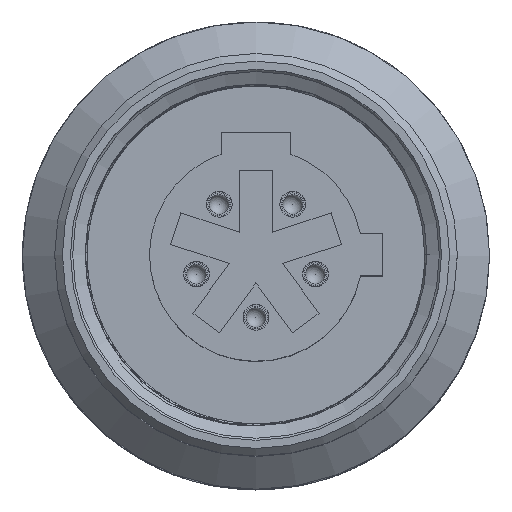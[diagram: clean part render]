
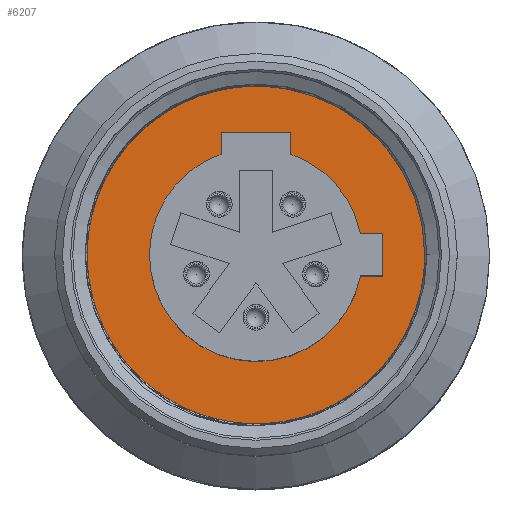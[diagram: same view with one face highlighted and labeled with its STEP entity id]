
A CAD part, top view. The second image highlights one B-rep face of the part: STEP entity #6207.
In plain terms, the highlighted planar face has unit normal (0, 0, 1).
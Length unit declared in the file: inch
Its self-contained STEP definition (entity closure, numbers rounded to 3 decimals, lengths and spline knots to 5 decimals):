
#110=LINE('',#12746,#295);
#111=LINE('',#12750,#296);
#112=LINE('',#12752,#297);
#113=LINE('',#12754,#298);
#114=LINE('',#12758,#299);
#115=LINE('',#12759,#300);
#295=VECTOR('',#8826,0.3937);
#296=VECTOR('',#8829,0.3937);
#297=VECTOR('',#8830,0.3937);
#298=VECTOR('',#8831,0.3937);
#299=VECTOR('',#8834,0.3937);
#300=VECTOR('',#8835,0.3937);
#535=PLANE('',#7070);
#604=B_SPLINE_CURVE_WITH_KNOTS('',3,(#11535,#11536,#11537,#11538,#11539,
#11540,#11541,#11542,#11543,#11544,#11545,#11546,#11547),.UNSPECIFIED.,
 .F.,.F.,(4,3,3,3,4),(0.,0.30384,0.60143,0.89258,
0.94864),.UNSPECIFIED.);
#609=B_SPLINE_CURVE_WITH_KNOTS('',3,(#12281,#12282,#12283,#12284,#12285,
#12286,#12287,#12288,#12289,#12290,#12291,#12292,#12293),.UNSPECIFIED.,
 .F.,.F.,(4,3,3,3,4),(0.,0.29427,0.59529,0.90286,
0.94722),.UNSPECIFIED.);
#611=B_SPLINE_CURVE_WITH_KNOTS('',3,(#12730,#12731,#12732,#12733,#12734,
#12735,#12736,#12737,#12738,#12739,#12740,#12741),.UNSPECIFIED.,.F.,.F.,
(4,2,2,2,2,4),(0.,0.14779,0.28006,0.40684,
0.48821,0.54947),.UNSPECIFIED.);
#779=FACE_BOUND('',#1737,.T.);
#1171=FACE_OUTER_BOUND('',#1736,.T.);
#1736=EDGE_LOOP('',(#4697,#4698,#4699,#4700,#4701,#4702));
#1737=EDGE_LOOP('',(#4703,#4704,#4705,#4706,#4707,#4708,#4709,#4710));
#2302=CIRCLE('',#7066,0.21214);
#2304=CIRCLE('',#7069,0.2121);
#2305=CIRCLE('',#7071,0.25);
#2306=CIRCLE('',#7072,0.145);
#2307=CIRCLE('',#7073,0.145);
#2645=VERTEX_POINT('',#10867);
#2646=VERTEX_POINT('',#10916);
#2649=VERTEX_POINT('',#11482);
#2652=VERTEX_POINT('',#11969);
#2653=VERTEX_POINT('',#11970);
#2656=VERTEX_POINT('',#12280);
#2657=VERTEX_POINT('',#12744);
#2658=VERTEX_POINT('',#12745);
#2659=VERTEX_POINT('',#12747);
#2660=VERTEX_POINT('',#12749);
#2661=VERTEX_POINT('',#12751);
#2662=VERTEX_POINT('',#12753);
#2663=VERTEX_POINT('',#12755);
#2664=VERTEX_POINT('',#12757);
#3316=EDGE_CURVE('',#2646,#2645,#2302,.T.);
#3321=EDGE_CURVE('',#2645,#2649,#604,.T.);
#3325=EDGE_CURVE('',#2652,#2653,#2304,.T.);
#3330=EDGE_CURVE('',#2656,#2652,#609,.T.);
#3332=EDGE_CURVE('',#2649,#2656,#611,.T.);
#3333=EDGE_CURVE('',#2646,#2653,#2305,.T.);
#3334=EDGE_CURVE('',#2657,#2658,#110,.T.);
#3335=EDGE_CURVE('',#2658,#2659,#2306,.T.);
#3336=EDGE_CURVE('',#2659,#2660,#111,.T.);
#3337=EDGE_CURVE('',#2660,#2661,#112,.T.);
#3338=EDGE_CURVE('',#2661,#2662,#113,.T.);
#3339=EDGE_CURVE('',#2662,#2663,#2307,.T.);
#3340=EDGE_CURVE('',#2663,#2664,#114,.T.);
#3341=EDGE_CURVE('',#2664,#2657,#115,.T.);
#4697=ORIENTED_EDGE('',*,*,#3316,.T.);
#4698=ORIENTED_EDGE('',*,*,#3321,.T.);
#4699=ORIENTED_EDGE('',*,*,#3332,.T.);
#4700=ORIENTED_EDGE('',*,*,#3330,.T.);
#4701=ORIENTED_EDGE('',*,*,#3325,.T.);
#4702=ORIENTED_EDGE('',*,*,#3333,.F.);
#4703=ORIENTED_EDGE('',*,*,#3334,.T.);
#4704=ORIENTED_EDGE('',*,*,#3335,.T.);
#4705=ORIENTED_EDGE('',*,*,#3336,.T.);
#4706=ORIENTED_EDGE('',*,*,#3337,.T.);
#4707=ORIENTED_EDGE('',*,*,#3338,.T.);
#4708=ORIENTED_EDGE('',*,*,#3339,.T.);
#4709=ORIENTED_EDGE('',*,*,#3340,.T.);
#4710=ORIENTED_EDGE('',*,*,#3341,.T.);
#6207=ADVANCED_FACE('',(#1171,#779),#535,.T.);
#7066=AXIS2_PLACEMENT_3D('',#10917,#8811,#8812);
#7069=AXIS2_PLACEMENT_3D('',#11971,#8820,#8821);
#7070=AXIS2_PLACEMENT_3D('',#12742,#8822,#8823);
#7071=AXIS2_PLACEMENT_3D('',#12743,#8824,#8825);
#7072=AXIS2_PLACEMENT_3D('',#12748,#8827,#8828);
#7073=AXIS2_PLACEMENT_3D('',#12756,#8832,#8833);
#8811=DIRECTION('center_axis',(0.,0.,1.));
#8812=DIRECTION('ref_axis',(0.058,-0.998,0.));
#8820=DIRECTION('center_axis',(0.,0.,1.));
#8821=DIRECTION('ref_axis',(-1.,0.006,0.));
#8822=DIRECTION('center_axis',(0.,0.,1.));
#8823=DIRECTION('ref_axis',(1.,0.,0.));
#8824=DIRECTION('center_axis',(0.,0.,-1.));
#8825=DIRECTION('ref_axis',(-1.,0.,0.));
#8826=DIRECTION('',(-1.,0.,0.));
#8827=DIRECTION('center_axis',(0.,0.,-1.));
#8828=DIRECTION('ref_axis',(-0.328,0.945,0.));
#8829=DIRECTION('',(0.,1.,0.));
#8830=DIRECTION('',(1.,0.,0.));
#8831=DIRECTION('',(0.,-1.,0.));
#8832=DIRECTION('center_axis',(0.,0.,-1.));
#8833=DIRECTION('ref_axis',(0.98,0.198,0.));
#8834=DIRECTION('',(1.,0.,0.));
#8835=DIRECTION('',(0.,-1.,0.));
#10867=CARTESIAN_POINT('',(0.00363,-0.24953,-0.24));
#10916=CARTESIAN_POINT('',(-0.0074,-0.24989,-0.24));
#10917=CARTESIAN_POINT('Origin',(-0.00875,-0.03776,
-0.24));
#11482=CARTESIAN_POINT('',(0.23254,-0.00338,-0.24));
#11535=CARTESIAN_POINT('Ctrl Pts',(0.00363,-0.24953,
-0.24));
#11536=CARTESIAN_POINT('Ctrl Pts',(0.04343,-0.24719,
-0.24));
#11537=CARTESIAN_POINT('Ctrl Pts',(0.08245,-0.23519,
-0.24));
#11538=CARTESIAN_POINT('Ctrl Pts',(0.11646,-0.21471,
-0.24));
#11539=CARTESIAN_POINT('Ctrl Pts',(0.14977,-0.19464,
-0.24));
#11540=CARTESIAN_POINT('Ctrl Pts',(0.17824,-0.16639,
-0.24));
#11541=CARTESIAN_POINT('Ctrl Pts',(0.19837,-0.13319,
-0.24));
#11542=CARTESIAN_POINT('Ctrl Pts',(0.21807,-0.10071,
-0.24));
#11543=CARTESIAN_POINT('Ctrl Pts',(0.22989,-0.06332,
-0.24));
#11544=CARTESIAN_POINT('Ctrl Pts',(0.23223,-0.02537,
-0.24));
#11545=CARTESIAN_POINT('Ctrl Pts',(0.23269,-0.01806,
-0.24));
#11546=CARTESIAN_POINT('Ctrl Pts',(0.23279,-0.01073,
-0.24));
#11547=CARTESIAN_POINT('Ctrl Pts',(0.23254,-0.00339,
-0.24));
#11969=CARTESIAN_POINT('',(-0.24953,0.00363,-0.24));
#11970=CARTESIAN_POINT('',(-0.24989,-0.0074,-0.24));
#11971=CARTESIAN_POINT('Origin',(-0.0378,-0.00875,
-0.24));
#12280=CARTESIAN_POINT('',(-0.00338,0.23254,-0.24));
#12281=CARTESIAN_POINT('Ctrl Pts',(-0.00338,0.23254,
-0.24));
#12282=CARTESIAN_POINT('Ctrl Pts',(-0.04198,0.2338,
-0.24));
#12283=CARTESIAN_POINT('Ctrl Pts',(-0.08066,0.22531,
-0.24));
#12284=CARTESIAN_POINT('Ctrl Pts',(-0.11516,0.20827,
-0.24));
#12285=CARTESIAN_POINT('Ctrl Pts',(-0.15046,0.19084,
-0.24));
#12286=CARTESIAN_POINT('Ctrl Pts',(-0.18137,0.16441,
-0.24));
#12287=CARTESIAN_POINT('Ctrl Pts',(-0.20424,0.13239,
-0.24));
#12288=CARTESIAN_POINT('Ctrl Pts',(-0.22761,0.09968,
-0.24));
#12289=CARTESIAN_POINT('Ctrl Pts',(-0.24274,0.06098,
-0.24));
#12290=CARTESIAN_POINT('Ctrl Pts',(-0.24792,0.02101,
-0.24));
#12291=CARTESIAN_POINT('Ctrl Pts',(-0.24867,0.01525,
-0.24));
#12292=CARTESIAN_POINT('Ctrl Pts',(-0.24921,0.00945,
-0.24));
#12293=CARTESIAN_POINT('Ctrl Pts',(-0.24954,0.00363,
-0.24));
#12730=CARTESIAN_POINT('Ctrl Pts',(0.23254,-0.00338,
-0.24));
#12731=CARTESIAN_POINT('Ctrl Pts',(0.2319,0.016,
-0.24));
#12732=CARTESIAN_POINT('Ctrl Pts',(0.22909,0.04521,
-0.24));
#12733=CARTESIAN_POINT('Ctrl Pts',(0.20559,0.10751,
-0.24));
#12734=CARTESIAN_POINT('Ctrl Pts',(0.18886,0.13438,
-0.24));
#12735=CARTESIAN_POINT('Ctrl Pts',(0.14668,0.17918,
-0.24));
#12736=CARTESIAN_POINT('Ctrl Pts',(0.12209,0.19693,
-0.24));
#12737=CARTESIAN_POINT('Ctrl Pts',(0.07725,0.21783,
-0.24));
#12738=CARTESIAN_POINT('Ctrl Pts',(0.05887,0.22382,
-0.24));
#12739=CARTESIAN_POINT('Ctrl Pts',(0.02558,0.23049,
-0.24));
#12740=CARTESIAN_POINT('Ctrl Pts',(0.01147,0.23205,
-0.24));
#12741=CARTESIAN_POINT('Ctrl Pts',(-0.00338,0.23254,
-0.24));
#12742=CARTESIAN_POINT('Origin',(0.,0.,-0.24));
#12743=CARTESIAN_POINT('Origin',(0.,0.,-0.24));
#12744=CARTESIAN_POINT('',(0.17212,-0.02875,-0.24));
#12745=CARTESIAN_POINT('',(0.14212,-0.02875,-0.24));
#12746=CARTESIAN_POINT('',(0.14212,-0.02875,-0.24));
#12747=CARTESIAN_POINT('',(-0.0475,0.137,-0.24));
#12748=CARTESIAN_POINT('Origin',(0.,0.,-0.24));
#12749=CARTESIAN_POINT('',(-0.0475,0.167,-0.24));
#12750=CARTESIAN_POINT('',(-0.0475,0.167,-0.24));
#12751=CARTESIAN_POINT('',(0.0475,0.167,-0.24));
#12752=CARTESIAN_POINT('',(0.0475,0.167,-0.24));
#12753=CARTESIAN_POINT('',(0.0475,0.137,-0.24));
#12754=CARTESIAN_POINT('',(0.0475,0.137,-0.24));
#12755=CARTESIAN_POINT('',(0.14212,0.02875,-0.24));
#12756=CARTESIAN_POINT('Origin',(0.,0.,-0.24));
#12757=CARTESIAN_POINT('',(0.17212,0.02875,-0.24));
#12758=CARTESIAN_POINT('',(0.17212,0.02875,-0.24));
#12759=CARTESIAN_POINT('',(0.17212,-0.02875,-0.24));
